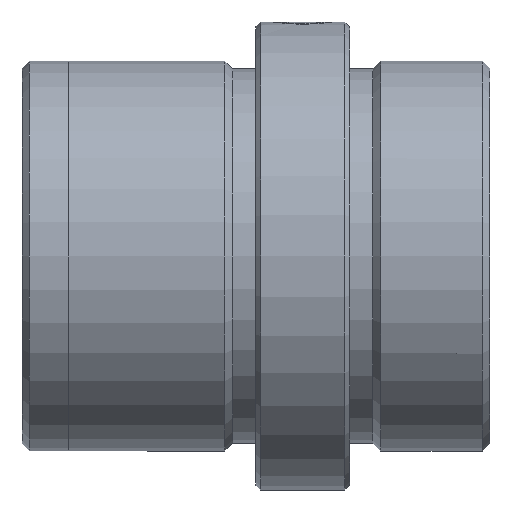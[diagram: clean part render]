
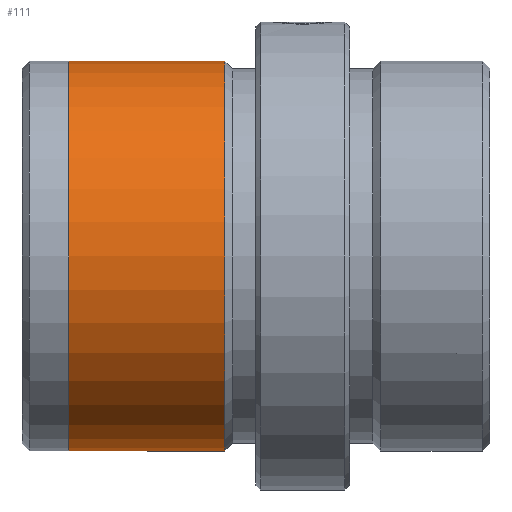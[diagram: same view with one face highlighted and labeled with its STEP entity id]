
A CAD part, left-side view. The second image highlights one B-rep face of the part: STEP entity #111.
In plain terms, the highlighted cylindrical face has radius 12.5 mm (diameter 25 mm), a partial arc.
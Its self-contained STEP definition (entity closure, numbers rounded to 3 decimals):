
#57 = VERTEX_POINT ( 'NONE', #229 ) ;
#58 = CARTESIAN_POINT ( 'NONE',  ( 0., 0., 12.5 ) ) ;
#111 = ADVANCED_FACE ( 'NONE', ( #1759 ), #1851, .T. ) ;
#154 = AXIS2_PLACEMENT_3D ( 'NONE', #204, #1313, #366 ) ;
#204 = CARTESIAN_POINT ( 'NONE',  ( 0., 17., 0. ) ) ;
#229 = CARTESIAN_POINT ( 'NONE',  ( 0., 17., -12.5 ) ) ;
#232 = VERTEX_POINT ( 'NONE', #1178 ) ;
#234 = CARTESIAN_POINT ( 'NONE',  ( 0., 27., 12.5 ) ) ;
#298 = AXIS2_PLACEMENT_3D ( 'NONE', #1300, #988, #350 ) ;
#350 = DIRECTION ( 'NONE',  ( 0., 0., -1. ) ) ;
#353 = EDGE_CURVE ( 'NONE', #232, #57, #444, .T. ) ;
#366 = DIRECTION ( 'NONE',  ( 0., 0., -1. ) ) ;
#372 = DIRECTION ( 'NONE',  ( 0., -1., 0. ) ) ;
#401 = EDGE_CURVE ( 'NONE', #1071, #232, #2034, .T. ) ;
#444 = CIRCLE ( 'NONE', #154, 12.5 ) ;
#617 = ORIENTED_EDGE ( 'NONE', *, *, #353, .F. ) ;
#703 = DIRECTION ( 'NONE',  ( 0., -1., 0. ) ) ;
#853 = CARTESIAN_POINT ( 'NONE',  ( 0., 0., -12.5 ) ) ;
#931 = ORIENTED_EDGE ( 'NONE', *, *, #1045, .T. ) ;
#988 = DIRECTION ( 'NONE',  ( 0., -1., 0. ) ) ;
#990 = LINE ( 'NONE', #853, #1410 ) ;
#1045 = EDGE_CURVE ( 'NONE', #1672, #57, #990, .T. ) ;
#1071 = VERTEX_POINT ( 'NONE', #234 ) ;
#1177 = DIRECTION ( 'NONE',  ( 0., -1., 0. ) ) ;
#1178 = CARTESIAN_POINT ( 'NONE',  ( 0., 17., 12.5 ) ) ;
#1179 = AXIS2_PLACEMENT_3D ( 'NONE', #1316, #372, #1487 ) ;
#1300 = CARTESIAN_POINT ( 'NONE',  ( 0., 0., 0. ) ) ;
#1313 = DIRECTION ( 'NONE',  ( 0., -1., 0. ) ) ;
#1316 = CARTESIAN_POINT ( 'NONE',  ( 0., 27., 0. ) ) ;
#1366 = ORIENTED_EDGE ( 'NONE', *, *, #1685, .T. ) ;
#1404 = CIRCLE ( 'NONE', #1179, 12.5 ) ;
#1410 = VECTOR ( 'NONE', #703, 1000. ) ;
#1476 = ORIENTED_EDGE ( 'NONE', *, *, #401, .F. ) ;
#1487 = DIRECTION ( 'NONE',  ( 0., 0., -1. ) ) ;
#1624 = VECTOR ( 'NONE', #1177, 1000. ) ;
#1672 = VERTEX_POINT ( 'NONE', #1950 ) ;
#1685 = EDGE_CURVE ( 'NONE', #1071, #1672, #1404, .T. ) ;
#1759 = FACE_OUTER_BOUND ( 'NONE', #1843, .T. ) ;
#1843 = EDGE_LOOP ( 'NONE', ( #1476, #1366, #931, #617 ) ) ;
#1851 = CYLINDRICAL_SURFACE ( 'NONE', #298, 12.5 ) ;
#1950 = CARTESIAN_POINT ( 'NONE',  ( 0., 27., -12.5 ) ) ;
#2034 = LINE ( 'NONE', #58, #1624 ) ;
